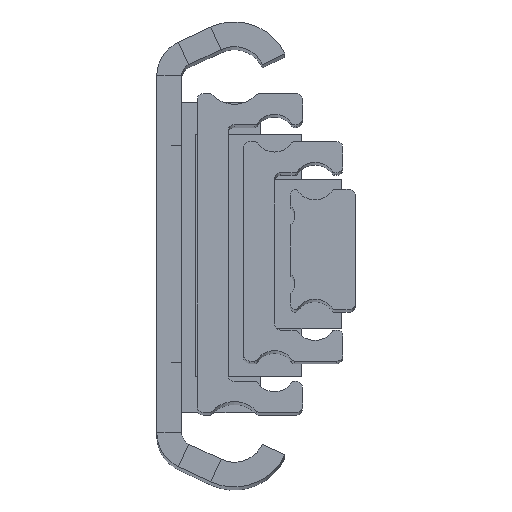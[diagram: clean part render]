
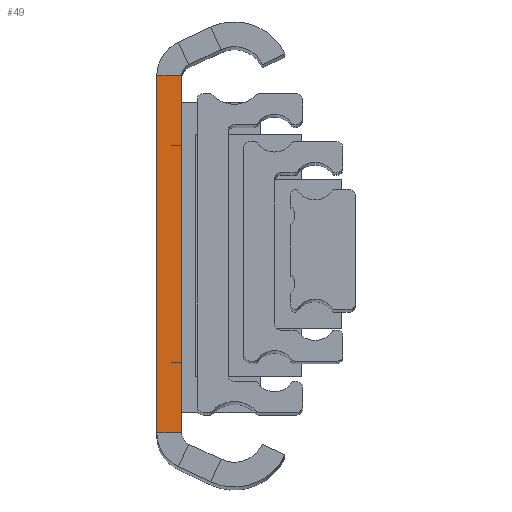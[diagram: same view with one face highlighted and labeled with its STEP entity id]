
A CAD part, top view. The second image highlights one B-rep face of the part: STEP entity #49.
In plain terms, the highlighted planar face has unit normal (0, 0, 1).
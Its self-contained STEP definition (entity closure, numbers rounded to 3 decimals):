
#20 = CARTESIAN_POINT ( 'NONE',  ( 0., 28.779, 0. ) ) ;
#49 = ADVANCED_FACE ( 'NONE', ( #496 ), #2403, .F. ) ;
#204 = ORIENTED_EDGE ( 'NONE', *, *, #4767, .F. ) ;
#296 = DIRECTION ( 'NONE',  ( -1., 0., 0. ) ) ;
#429 = VECTOR ( 'NONE', #2939, 1000. ) ;
#465 = LINE ( 'NONE', #1536, #429 ) ;
#472 = VERTEX_POINT ( 'NONE', #3608 ) ;
#496 = FACE_OUTER_BOUND ( 'NONE', #3914, .T. ) ;
#600 = EDGE_CURVE ( 'NONE', #472, #4259, #3728, .T. ) ;
#741 = DIRECTION ( 'NONE',  ( 0., -1., 0. ) ) ;
#886 = ORIENTED_EDGE ( 'NONE', *, *, #4157, .T. ) ;
#1049 = DIRECTION ( 'NONE',  ( 0., -1., 0. ) ) ;
#1167 = CARTESIAN_POINT ( 'NONE',  ( 0., 28.779, 0. ) ) ;
#1408 = DIRECTION ( 'NONE',  ( 0., -1., 0. ) ) ;
#1515 = ORIENTED_EDGE ( 'NONE', *, *, #6072, .T. ) ;
#1536 = CARTESIAN_POINT ( 'NONE',  ( 0., 28.779, 0. ) ) ;
#1832 = CARTESIAN_POINT ( 'NONE',  ( 0., -28.779, 0. ) ) ;
#2403 = PLANE ( 'NONE',  #3132 ) ;
#2747 = VERTEX_POINT ( 'NONE', #6006 ) ;
#2939 = DIRECTION ( 'NONE',  ( -1., 0., 0. ) ) ;
#3132 = AXIS2_PLACEMENT_3D ( 'NONE', #20, #3491, #1049 ) ;
#3491 = DIRECTION ( 'NONE',  ( 0., 0., -1. ) ) ;
#3596 = LINE ( 'NONE', #1167, #4619 ) ;
#3608 = CARTESIAN_POINT ( 'NONE',  ( 4., -28.779, 0. ) ) ;
#3728 = LINE ( 'NONE', #5741, #4877 ) ;
#3736 = CARTESIAN_POINT ( 'NONE',  ( 4., 28.779, 0. ) ) ;
#3914 = EDGE_LOOP ( 'NONE', ( #4505, #204, #1515, #886 ) ) ;
#4044 = VERTEX_POINT ( 'NONE', #4464 ) ;
#4157 = EDGE_CURVE ( 'NONE', #2747, #4259, #3596, .T. ) ;
#4195 = LINE ( 'NONE', #3736, #6092 ) ;
#4259 = VERTEX_POINT ( 'NONE', #1832 ) ;
#4464 = CARTESIAN_POINT ( 'NONE',  ( 4., 28.779, 0. ) ) ;
#4505 = ORIENTED_EDGE ( 'NONE', *, *, #600, .F. ) ;
#4619 = VECTOR ( 'NONE', #741, 1000. ) ;
#4767 = EDGE_CURVE ( 'NONE', #4044, #472, #4195, .T. ) ;
#4877 = VECTOR ( 'NONE', #296, 1000. ) ;
#5741 = CARTESIAN_POINT ( 'NONE',  ( 0., -28.779, 0. ) ) ;
#6006 = CARTESIAN_POINT ( 'NONE',  ( 0., 28.779, 0. ) ) ;
#6072 = EDGE_CURVE ( 'NONE', #4044, #2747, #465, .T. ) ;
#6092 = VECTOR ( 'NONE', #1408, 1000. ) ;
